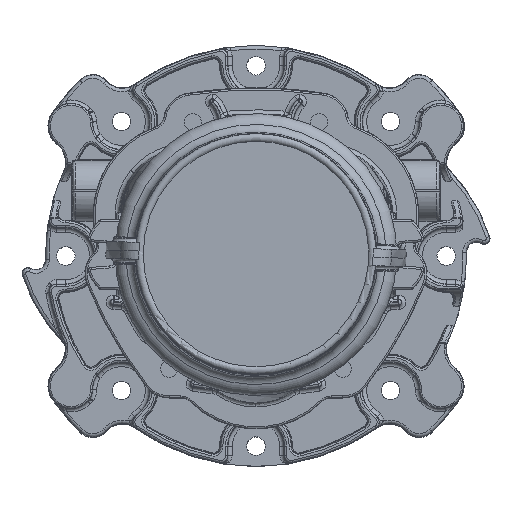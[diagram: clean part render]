
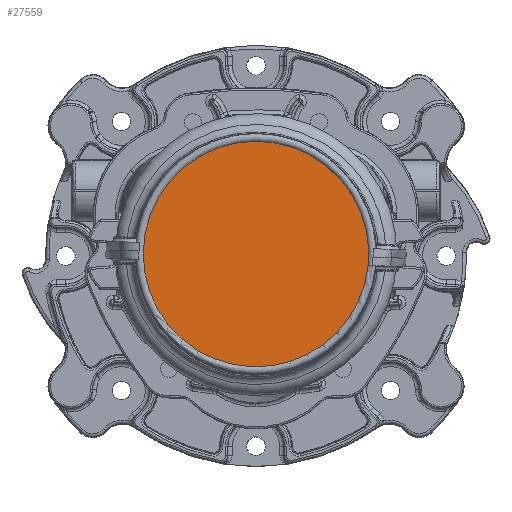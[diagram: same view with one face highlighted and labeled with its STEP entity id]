
A CAD part, top view. The second image highlights one B-rep face of the part: STEP entity #27559.
In plain terms, the highlighted face is planar.
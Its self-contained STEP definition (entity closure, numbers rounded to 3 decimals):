
#1520=PLANE('',#31243);
#6524=FACE_OUTER_BOUND('',#8428,.T.);
#8428=EDGE_LOOP('',(#25558));
#10606=CIRCLE('',#31244,66.772);
#13157=VERTEX_POINT('',#112344);
#17311=EDGE_CURVE('',#13157,#13157,#10606,.T.);
#25558=ORIENTED_EDGE('',*,*,#17311,.F.);
#27559=ADVANCED_FACE('',(#6524),#1520,.F.);
#31243=AXIS2_PLACEMENT_3D('',#112343,#39208,#39209);
#31244=AXIS2_PLACEMENT_3D('',#112345,#39210,#39211);
#39208=DIRECTION('center_axis',(0.,0.,1.));
#39209=DIRECTION('ref_axis',(1.,0.,0.));
#39210=DIRECTION('center_axis',(0.,0.,1.));
#39211=DIRECTION('ref_axis',(-1.,0.,0.));
#112343=CARTESIAN_POINT('Origin',(0.,0.,-194.345));
#112344=CARTESIAN_POINT('',(66.772,0.,-194.345));
#112345=CARTESIAN_POINT('Origin',(0.,0.,-194.345));
